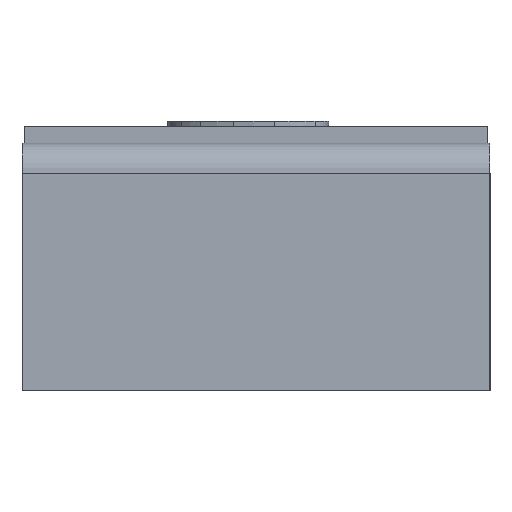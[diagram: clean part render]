
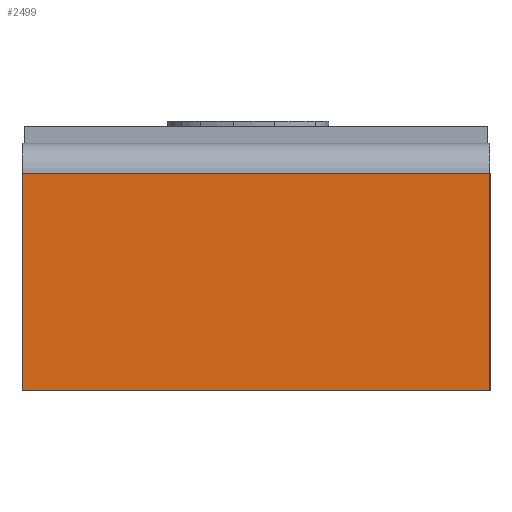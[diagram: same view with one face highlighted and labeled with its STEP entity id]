
A CAD part, left-side view. The second image highlights one B-rep face of the part: STEP entity #2499.
In plain terms, the highlighted planar face has unit normal (-1, 0, 0).
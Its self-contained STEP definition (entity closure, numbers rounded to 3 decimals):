
#349=PLANE('',#2665);
#394=FACE_OUTER_BOUND('',#539,.T.);
#539=EDGE_LOOP('',(#1794,#1795,#1796,#1797));
#698=LINE('',#3042,#884);
#706=LINE('',#3058,#892);
#718=LINE('',#3083,#904);
#721=LINE('',#3087,#907);
#884=VECTOR('',#2751,10.);
#892=VECTOR('',#2761,10.);
#904=VECTOR('',#2785,10.);
#907=VECTOR('',#2790,10.);
#1066=VERTEX_POINT('',#3035);
#1069=VERTEX_POINT('',#3040);
#1076=VERTEX_POINT('',#3056);
#1083=VERTEX_POINT('',#3082);
#1338=EDGE_CURVE('',#1069,#1066,#698,.T.);
#1346=EDGE_CURVE('',#1076,#1069,#706,.T.);
#1358=EDGE_CURVE('',#1083,#1066,#718,.T.);
#1361=EDGE_CURVE('',#1076,#1083,#721,.T.);
#1794=ORIENTED_EDGE('',*,*,#1338,.F.);
#1795=ORIENTED_EDGE('',*,*,#1346,.F.);
#1796=ORIENTED_EDGE('',*,*,#1361,.T.);
#1797=ORIENTED_EDGE('',*,*,#1358,.T.);
#2499=ADVANCED_FACE('',(#394),#349,.T.);
#2665=AXIS2_PLACEMENT_3D('',#3086,#2788,#2789);
#2751=DIRECTION('',(0.,-1.,0.));
#2761=DIRECTION('',(0.,0.,1.));
#2785=DIRECTION('',(0.,0.,1.));
#2788=DIRECTION('center_axis',(-1.,0.,0.));
#2789=DIRECTION('ref_axis',(0.,-1.,0.));
#2790=DIRECTION('',(0.,-1.,0.));
#3035=CARTESIAN_POINT('',(-0.775,-0.425,0.395));
#3040=CARTESIAN_POINT('',(-0.775,0.425,0.395));
#3042=CARTESIAN_POINT('',(-0.775,0.213,0.395));
#3056=CARTESIAN_POINT('',(-0.775,0.425,0.));
#3058=CARTESIAN_POINT('',(-0.775,0.425,0.));
#3082=CARTESIAN_POINT('',(-0.775,-0.425,0.));
#3083=CARTESIAN_POINT('',(-0.775,-0.425,0.));
#3086=CARTESIAN_POINT('Origin',(-0.775,0.425,0.));
#3087=CARTESIAN_POINT('',(-0.775,0.425,0.));
